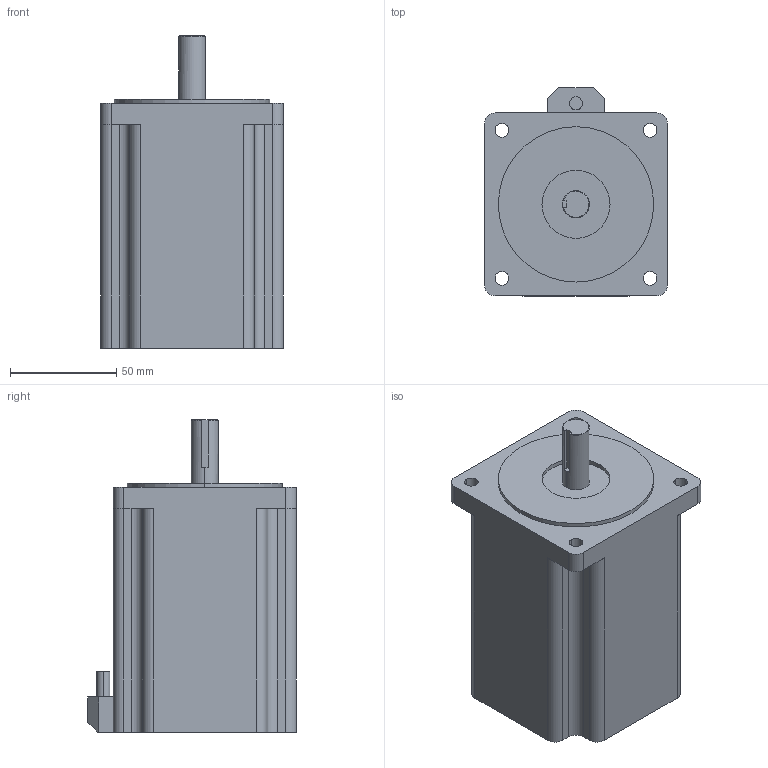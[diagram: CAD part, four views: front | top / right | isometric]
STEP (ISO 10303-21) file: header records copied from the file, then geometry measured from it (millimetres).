
FILE_DESCRIPTION (( 'STEP AP214' ), '1' );
FILE_NAME ('STP-MTRAC-34115 from HT34-696_117mm r1.STEP', '2019-08-20T17:21:22', ( '' ), ( '' ), 'SwSTEP 2.0', 'SolidWorks 2017', '' );
FILE_SCHEMA (( 'AUTOMOTIVE_DESIGN' ));
Length unit declared in the file: inch
Products named in the file (1): STP-MTRAC-34115 from HT34-696_117mm r1
Bounding box: 86 x 98 x 146.75 mm (x, y, z)
Volume: 782254.1 mm3; surface area: 55159.1 mm2
Topology: 1 solids, 1 shells, 71 faces, 192 edges, 128 vertices
Faces by surface type: cylinder 34, plane 34, cone 3
Entity records: 2319 total; most frequent: DIRECTION 409, CARTESIAN_POINT 398, ORIENTED_EDGE 384, EDGE_CURVE 192, AXIS2_PLACEMENT_3D 147, VERTEX_POINT 128, VECTOR 115, LINE 115
